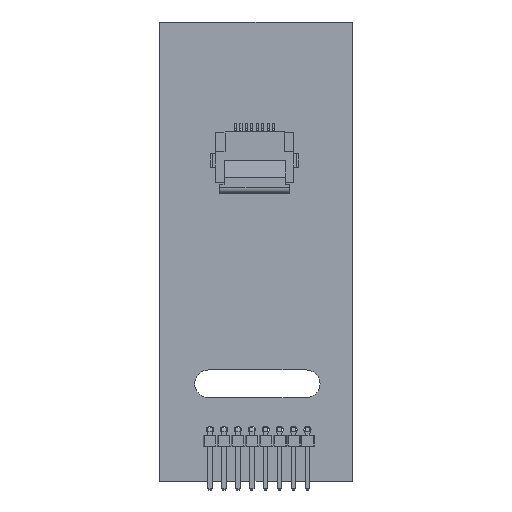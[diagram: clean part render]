
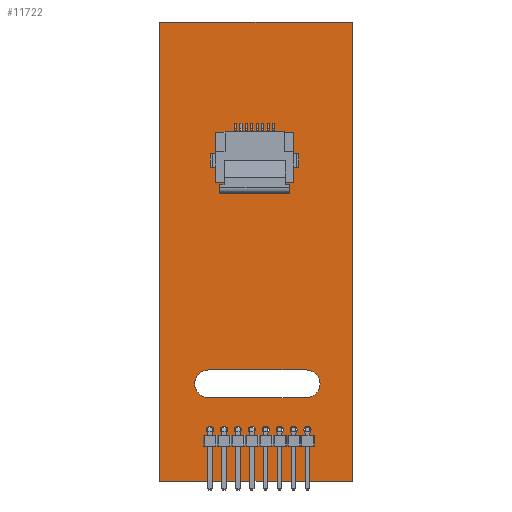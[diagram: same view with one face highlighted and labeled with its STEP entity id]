
A CAD part, top view. The second image highlights one B-rep face of the part: STEP entity #11722.
In plain terms, the highlighted planar face has unit normal (0, 0, 1).
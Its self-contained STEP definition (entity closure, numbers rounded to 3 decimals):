
#11486 = VERTEX_POINT('',#11487);
#11487 = CARTESIAN_POINT('',(144.526,-102.87,1.6));
#11493 = EDGE_CURVE('',#11486,#11494,#11496,.T.);
#11494 = VERTEX_POINT('',#11495);
#11495 = CARTESIAN_POINT('',(127.,-102.87,1.6));
#11496 = LINE('',#11497,#11498);
#11497 = CARTESIAN_POINT('',(144.526,-102.87,1.6));
#11498 = VECTOR('',#11499,1.);
#11499 = DIRECTION('',(-1.,0.,0.));
#11526 = VERTEX_POINT('',#11527);
#11527 = CARTESIAN_POINT('',(144.526,-60.96,1.6));
#11533 = EDGE_CURVE('',#11526,#11486,#11534,.T.);
#11534 = LINE('',#11535,#11536);
#11535 = CARTESIAN_POINT('',(144.526,-60.96,1.6));
#11536 = VECTOR('',#11537,1.);
#11537 = DIRECTION('',(0.,-1.,0.));
#11555 = EDGE_CURVE('',#11494,#11556,#11558,.T.);
#11556 = VERTEX_POINT('',#11557);
#11557 = CARTESIAN_POINT('',(127.,-60.96,1.6));
#11558 = LINE('',#11559,#11560);
#11559 = CARTESIAN_POINT('',(127.,-102.87,1.6));
#11560 = VECTOR('',#11561,1.);
#11561 = DIRECTION('',(0.,1.,0.));
#11722 = ADVANCED_FACE('',(#11723,#11734,#11745,#11756,#11767,#11778,
    #11789,#11800,#11811,#11822),#11858,.T.);
#11723 = FACE_BOUND('',#11724,.T.);
#11724 = EDGE_LOOP('',(#11725,#11726,#11727,#11733));
#11725 = ORIENTED_EDGE('',*,*,#11493,.F.);
#11726 = ORIENTED_EDGE('',*,*,#11533,.F.);
#11727 = ORIENTED_EDGE('',*,*,#11728,.F.);
#11728 = EDGE_CURVE('',#11556,#11526,#11729,.T.);
#11729 = LINE('',#11730,#11731);
#11730 = CARTESIAN_POINT('',(127.,-60.96,1.6));
#11731 = VECTOR('',#11732,1.);
#11732 = DIRECTION('',(1.,0.,0.));
#11733 = ORIENTED_EDGE('',*,*,#11555,.F.);
#11734 = FACE_BOUND('',#11735,.T.);
#11735 = EDGE_LOOP('',(#11736));
#11736 = ORIENTED_EDGE('',*,*,#11737,.T.);
#11737 = EDGE_CURVE('',#11738,#11738,#11740,.T.);
#11738 = VERTEX_POINT('',#11739);
#11739 = CARTESIAN_POINT('',(131.572,-98.496,1.6));
#11740 = CIRCLE('',#11741,0.325);
#11741 = AXIS2_PLACEMENT_3D('',#11742,#11743,#11744);
#11742 = CARTESIAN_POINT('',(131.572,-98.171,1.6));
#11743 = DIRECTION('',(-0.,0.,-1.));
#11744 = DIRECTION('',(-0.,-1.,0.));
#11745 = FACE_BOUND('',#11746,.T.);
#11746 = EDGE_LOOP('',(#11747));
#11747 = ORIENTED_EDGE('',*,*,#11748,.T.);
#11748 = EDGE_CURVE('',#11749,#11749,#11751,.T.);
#11749 = VERTEX_POINT('',#11750);
#11750 = CARTESIAN_POINT('',(132.842,-98.496,1.6));
#11751 = CIRCLE('',#11752,0.325);
#11752 = AXIS2_PLACEMENT_3D('',#11753,#11754,#11755);
#11753 = CARTESIAN_POINT('',(132.842,-98.171,1.6));
#11754 = DIRECTION('',(-0.,0.,-1.));
#11755 = DIRECTION('',(0.,-1.,-0.));
#11756 = FACE_BOUND('',#11757,.T.);
#11757 = EDGE_LOOP('',(#11758));
#11758 = ORIENTED_EDGE('',*,*,#11759,.T.);
#11759 = EDGE_CURVE('',#11760,#11760,#11762,.T.);
#11760 = VERTEX_POINT('',#11761);
#11761 = CARTESIAN_POINT('',(134.112,-98.496,1.6));
#11762 = CIRCLE('',#11763,0.325);
#11763 = AXIS2_PLACEMENT_3D('',#11764,#11765,#11766);
#11764 = CARTESIAN_POINT('',(134.112,-98.171,1.6));
#11765 = DIRECTION('',(-0.,0.,-1.));
#11766 = DIRECTION('',(0.,-1.,0.));
#11767 = FACE_BOUND('',#11768,.T.);
#11768 = EDGE_LOOP('',(#11769));
#11769 = ORIENTED_EDGE('',*,*,#11770,.T.);
#11770 = EDGE_CURVE('',#11771,#11771,#11773,.T.);
#11771 = VERTEX_POINT('',#11772);
#11772 = CARTESIAN_POINT('',(135.382,-98.496,1.6));
#11773 = CIRCLE('',#11774,0.325);
#11774 = AXIS2_PLACEMENT_3D('',#11775,#11776,#11777);
#11775 = CARTESIAN_POINT('',(135.382,-98.171,1.6));
#11776 = DIRECTION('',(-0.,0.,-1.));
#11777 = DIRECTION('',(-0.,-1.,0.));
#11778 = FACE_BOUND('',#11779,.T.);
#11779 = EDGE_LOOP('',(#11780));
#11780 = ORIENTED_EDGE('',*,*,#11781,.T.);
#11781 = EDGE_CURVE('',#11782,#11782,#11784,.T.);
#11782 = VERTEX_POINT('',#11783);
#11783 = CARTESIAN_POINT('',(136.652,-98.496,1.6));
#11784 = CIRCLE('',#11785,0.325);
#11785 = AXIS2_PLACEMENT_3D('',#11786,#11787,#11788);
#11786 = CARTESIAN_POINT('',(136.652,-98.171,1.6));
#11787 = DIRECTION('',(-0.,0.,-1.));
#11788 = DIRECTION('',(-0.,-1.,0.));
#11789 = FACE_BOUND('',#11790,.T.);
#11790 = EDGE_LOOP('',(#11791));
#11791 = ORIENTED_EDGE('',*,*,#11792,.T.);
#11792 = EDGE_CURVE('',#11793,#11793,#11795,.T.);
#11793 = VERTEX_POINT('',#11794);
#11794 = CARTESIAN_POINT('',(137.922,-98.496,1.6));
#11795 = CIRCLE('',#11796,0.325);
#11796 = AXIS2_PLACEMENT_3D('',#11797,#11798,#11799);
#11797 = CARTESIAN_POINT('',(137.922,-98.171,1.6));
#11798 = DIRECTION('',(-0.,0.,-1.));
#11799 = DIRECTION('',(0.,-1.,0.));
#11800 = FACE_BOUND('',#11801,.T.);
#11801 = EDGE_LOOP('',(#11802));
#11802 = ORIENTED_EDGE('',*,*,#11803,.T.);
#11803 = EDGE_CURVE('',#11804,#11804,#11806,.T.);
#11804 = VERTEX_POINT('',#11805);
#11805 = CARTESIAN_POINT('',(139.192,-98.496,1.6));
#11806 = CIRCLE('',#11807,0.325);
#11807 = AXIS2_PLACEMENT_3D('',#11808,#11809,#11810);
#11808 = CARTESIAN_POINT('',(139.192,-98.171,1.6));
#11809 = DIRECTION('',(-0.,0.,-1.));
#11810 = DIRECTION('',(-0.,-1.,0.));
#11811 = FACE_BOUND('',#11812,.T.);
#11812 = EDGE_LOOP('',(#11813));
#11813 = ORIENTED_EDGE('',*,*,#11814,.T.);
#11814 = EDGE_CURVE('',#11815,#11815,#11817,.T.);
#11815 = VERTEX_POINT('',#11816);
#11816 = CARTESIAN_POINT('',(140.462,-98.496,1.6));
#11817 = CIRCLE('',#11818,0.325);
#11818 = AXIS2_PLACEMENT_3D('',#11819,#11820,#11821);
#11819 = CARTESIAN_POINT('',(140.462,-98.171,1.6));
#11820 = DIRECTION('',(-0.,0.,-1.));
#11821 = DIRECTION('',(-0.,-1.,0.));
#11822 = FACE_BOUND('',#11823,.T.);
#11823 = EDGE_LOOP('',(#11824,#11835,#11843,#11852));
#11824 = ORIENTED_EDGE('',*,*,#11825,.F.);
#11825 = EDGE_CURVE('',#11826,#11828,#11830,.T.);
#11826 = VERTEX_POINT('',#11827);
#11827 = CARTESIAN_POINT('',(131.445,-92.71,1.6));
#11828 = VERTEX_POINT('',#11829);
#11829 = CARTESIAN_POINT('',(131.445,-95.25,1.6));
#11830 = CIRCLE('',#11831,1.27);
#11831 = AXIS2_PLACEMENT_3D('',#11832,#11833,#11834);
#11832 = CARTESIAN_POINT('',(131.445,-93.98,1.6));
#11833 = DIRECTION('',(0.,0.,1.));
#11834 = DIRECTION('',(0.,1.,0.));
#11835 = ORIENTED_EDGE('',*,*,#11836,.F.);
#11836 = EDGE_CURVE('',#11837,#11826,#11839,.T.);
#11837 = VERTEX_POINT('',#11838);
#11838 = CARTESIAN_POINT('',(140.335,-92.71,1.6));
#11839 = LINE('',#11840,#11841);
#11840 = CARTESIAN_POINT('',(140.335,-92.71,1.6));
#11841 = VECTOR('',#11842,1.);
#11842 = DIRECTION('',(-1.,0.,0.));
#11843 = ORIENTED_EDGE('',*,*,#11844,.F.);
#11844 = EDGE_CURVE('',#11845,#11837,#11847,.T.);
#11845 = VERTEX_POINT('',#11846);
#11846 = CARTESIAN_POINT('',(140.335,-95.25,1.6));
#11847 = CIRCLE('',#11848,1.27);
#11848 = AXIS2_PLACEMENT_3D('',#11849,#11850,#11851);
#11849 = CARTESIAN_POINT('',(140.335,-93.98,1.6));
#11850 = DIRECTION('',(0.,-0.,1.));
#11851 = DIRECTION('',(0.,-1.,-0.));
#11852 = ORIENTED_EDGE('',*,*,#11853,.F.);
#11853 = EDGE_CURVE('',#11828,#11845,#11854,.T.);
#11854 = LINE('',#11855,#11856);
#11855 = CARTESIAN_POINT('',(131.445,-95.25,1.6));
#11856 = VECTOR('',#11857,1.);
#11857 = DIRECTION('',(1.,0.,0.));
#11858 = PLANE('',#11859);
#11859 = AXIS2_PLACEMENT_3D('',#11860,#11861,#11862);
#11860 = CARTESIAN_POINT('',(0.,0.,1.6));
#11861 = DIRECTION('',(0.,0.,1.));
#11862 = DIRECTION('',(1.,0.,-0.));
